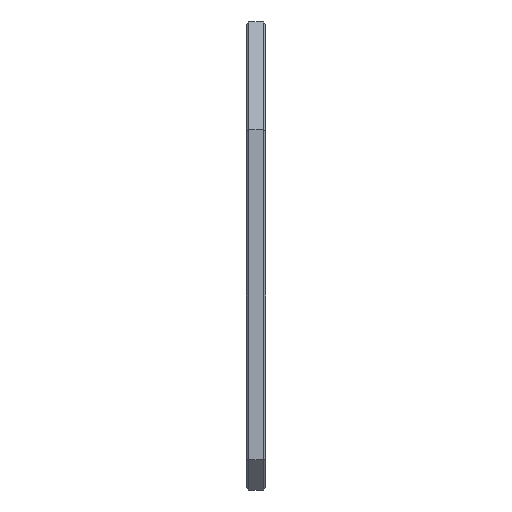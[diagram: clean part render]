
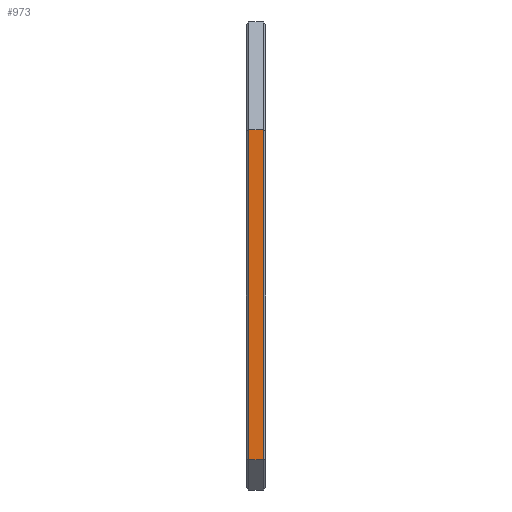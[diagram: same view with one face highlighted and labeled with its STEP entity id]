
A CAD part, left-side view. The second image highlights one B-rep face of the part: STEP entity #973.
In plain terms, the highlighted planar face has unit normal (-1, 0, 0).
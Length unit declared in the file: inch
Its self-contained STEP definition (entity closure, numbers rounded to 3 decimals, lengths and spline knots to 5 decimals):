
#158=FACE_OUTER_BOUND('',#209,.T.);
#209=EDGE_LOOP('',(#715,#716,#717,#718));
#322=LINE('',#1485,#403);
#327=LINE('',#1495,#408);
#329=LINE('',#1499,#410);
#330=LINE('',#1500,#411);
#403=VECTOR('',#1186,0.3937);
#408=VECTOR('',#1195,0.3937);
#410=VECTOR('',#1199,0.3937);
#411=VECTOR('',#1200,0.3937);
#465=VERTEX_POINT('',#1445);
#476=VERTEX_POINT('',#1479);
#480=VERTEX_POINT('',#1494);
#481=VERTEX_POINT('',#1498);
#566=EDGE_CURVE('',#465,#476,#322,.T.);
#571=EDGE_CURVE('',#480,#476,#327,.T.);
#573=EDGE_CURVE('',#481,#465,#329,.T.);
#574=EDGE_CURVE('',#480,#481,#330,.T.);
#715=ORIENTED_EDGE('',*,*,#566,.F.);
#716=ORIENTED_EDGE('',*,*,#573,.F.);
#717=ORIENTED_EDGE('',*,*,#574,.F.);
#718=ORIENTED_EDGE('',*,*,#571,.T.);
#947=PLANE('',#1050);
#973=ADVANCED_FACE('',(#158),#947,.T.);
#1050=AXIS2_PLACEMENT_3D('',#1497,#1197,#1198);
#1186=DIRECTION('',(0.,0.,1.));
#1195=DIRECTION('',(0.,1.,0.));
#1197=DIRECTION('center_axis',(-1.,0.,0.));
#1198=DIRECTION('ref_axis',(0.,0.,-1.));
#1199=DIRECTION('',(0.,1.,0.));
#1200=DIRECTION('',(0.,0.,-1.));
#1445=CARTESIAN_POINT('',(7.24409,-38.55105,7.3622));
#1479=CARTESIAN_POINT('',(7.24409,-38.55105,9.52756));
#1485=CARTESIAN_POINT('',(7.24409,-38.55105,8.34646));
#1494=CARTESIAN_POINT('',(7.24409,-38.64642,9.52756));
#1495=CARTESIAN_POINT('',(7.24409,-38.62205,9.52756));
#1497=CARTESIAN_POINT('Origin',(7.24409,-38.62205,9.52756));
#1498=CARTESIAN_POINT('',(7.24409,-38.64642,7.3622));
#1499=CARTESIAN_POINT('',(7.24409,-38.62205,7.3622));
#1500=CARTESIAN_POINT('',(7.24409,-38.64642,8.34646));
